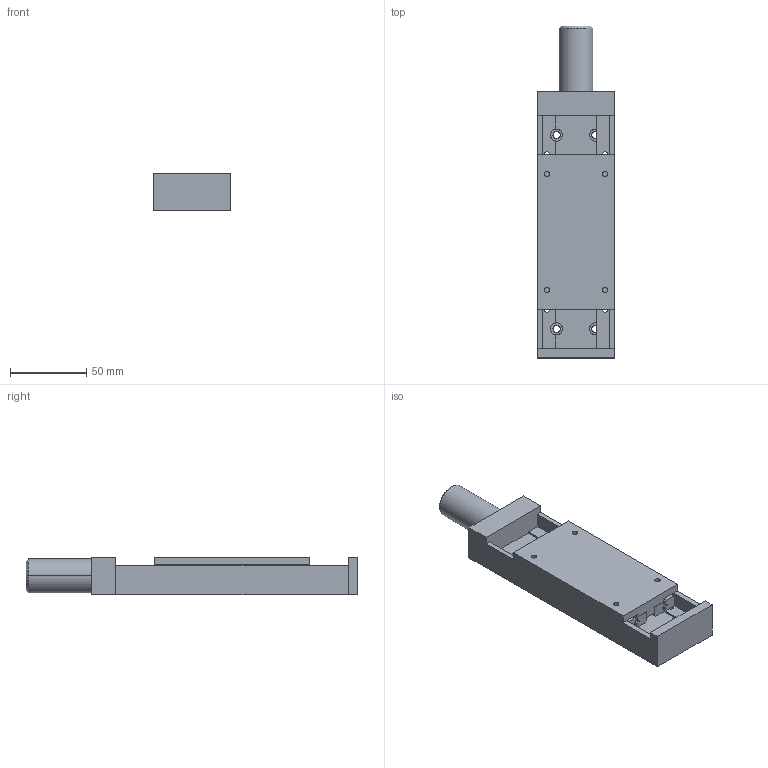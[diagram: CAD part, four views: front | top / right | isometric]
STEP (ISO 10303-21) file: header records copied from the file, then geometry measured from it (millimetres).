
FILE_DESCRIPTION((''),'2;1');
FILE_NAME('LAC2-6-2.stp','2003-09-07T00:07:56',('fran'),(''),'Autodesk Inventor (tm) 5.3','Autodesk Inventor (tm) 5.3','');
FILE_SCHEMA(('CONFIG_CONTROL_DESIGN'));
Length unit declared in the file: inch
Products named in the file (10): LAC2-6-2; LAC2-6-2 BOTTOM_PLATE; LAC2-6-2 TOP_PLATE; LAC2-6-2 END -PATE-A; LAC2-6-2 END-PLATE-B-; LAC2-6-2 RAIL-A-; LAC2-6-2 RAIL-B-; LAC2-6-2 RAIL-C-; LAC2-6-2 RAIL-D-; LAC2-6-2 DIAL KNOB
Assembly tree (9 placements, depth 2):
  LAC2-6-2
    LAC2-6-2 BOTTOM_PLATE
    LAC2-6-2 TOP_PLATE
    LAC2-6-2 END -PATE-A
    LAC2-6-2 END-PLATE-B-
    LAC2-6-2 RAIL-A-
    LAC2-6-2 RAIL-B-
    LAC2-6-2 RAIL-C-
    LAC2-6-2 RAIL-D-
    LAC2-6-2 DIAL KNOB
Bounding box: 50.8 x 217.47 x 24.89 mm (x, y, z)
Volume: 183031.8 mm3; surface area: 66161.6 mm2
Topology: 9 solids, 9 shells, 150 faces, 390 edges, 258 vertices
Faces by surface type: plane 110, bspline 36, cylinder 2, cone 2
Entity records: 6349 total; most frequent: CARTESIAN_POINT 1373, ORIENTED_EDGE 780, DIRECTION 734, EDGE_CURVE 390, VECTOR 312, LINE 312, VERTEX_POINT 258, AXIS2_PLACEMENT_3D 211
